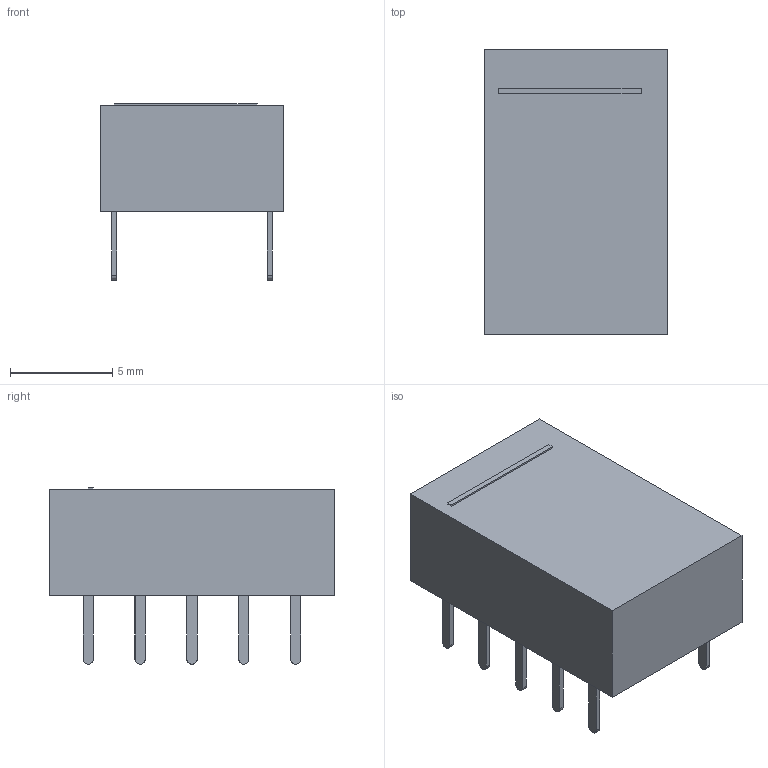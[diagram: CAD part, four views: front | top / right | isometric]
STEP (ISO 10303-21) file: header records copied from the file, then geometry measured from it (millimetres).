
FILE_DESCRIPTION(('FreeCAD Model'),'2;1');
FILE_NAME('Relay_DPDT_Omron_G6H-2.step','2018-01-11T22:09:07',('kicad StepUp'),( 'ksu MCAD'),'Open CASCADE STEP processor 6.8','FreeCAD','Unknown');
FILE_SCHEMA(('AUTOMOTIVE_DESIGN_CC2 { 1 2 10303 214 -1 1 5 4 }'));
Length unit declared in the file: millimetre
Products named in the file (1): Relay_DPDT_Omron_G6H-2
Bounding box: 9 x 14 x 8.63 mm (x, y, z)
Volume: 659.5 mm3; surface area: 541.6 mm2
Topology: 1 solids, 1 shells, 81 faces, 204 edges, 136 vertices
Faces by surface type: plane 61, cylinder 20
Entity records: 1803 total; most frequent: ORIENTED_EDGE 360, CARTESIAN_POINT 285, EDGE_CURVE 204, LINE 164, VERTEX_POINT 136, AXIS2_PLACEMENT_3D 122, FACE_BOUND 92, EDGE_LOOP 92
